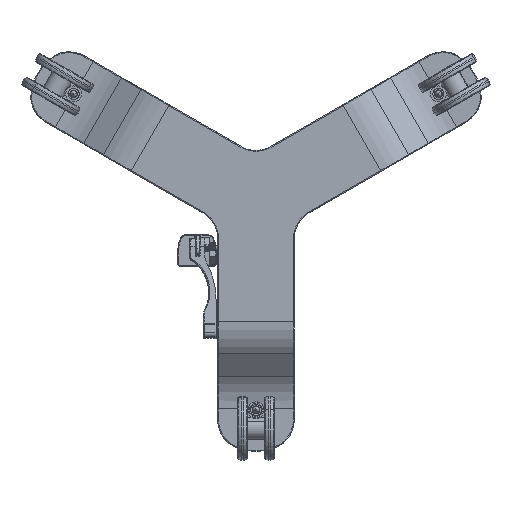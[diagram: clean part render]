
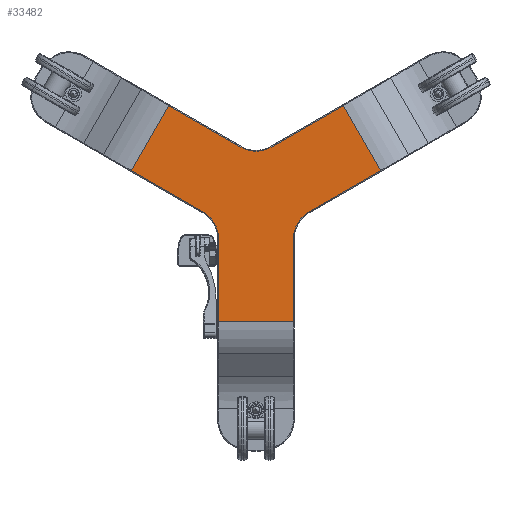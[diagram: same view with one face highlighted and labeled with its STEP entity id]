
A CAD part, front view. The second image highlights one B-rep face of the part: STEP entity #33482.
In plain terms, the highlighted planar face has unit normal (0, -1, 0).
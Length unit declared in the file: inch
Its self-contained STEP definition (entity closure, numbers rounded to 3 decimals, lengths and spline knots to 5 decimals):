
#11 = VECTOR ( 'NONE', #60085, 39.37008 ) ;
#2628 = VERTEX_POINT ( 'NONE', #20365 ) ;
#4530 = EDGE_CURVE ( 'Defeatured_69473+Defeatured_6947+Defeatured_69341+Defeatured_6949', #46099, #35029, #61104, .T. ) ;
#7053 = CARTESIAN_POINT ( 'NONE',  ( -6.29314, -3.25, -7.02817 ) ) ;
#7055 = DIRECTION ( 'NONE',  ( 0., 1., 0. ) ) ;
#8731 = VERTEX_POINT ( 'NONE', #89577 ) ;
#9452 = ORIENTED_EDGE ( 'NONE', *, *, #31579, .T. ) ;
#9834 = ORIENTED_EDGE ( 'NONE', *, *, #61202, .T. ) ;
#11573 = LINE ( 'NONE', #61001, #11 ) ;
#11601 = LINE ( 'NONE', #40038, #79013 ) ;
#12057 = AXIS2_PLACEMENT_3D ( 'NONE', #57864, #7055, #65746 ) ;
#13129 = CIRCLE ( 'NONE', #65240, 2.36 ) ;
#15022 = LINE ( 'NONE', #50513, #66138 ) ;
#15840 = ORIENTED_EDGE ( 'NONE', *, *, #24045, .T. ) ;
#15939 = ORIENTED_EDGE ( 'NONE', *, *, #36846, .T. ) ;
#17376 = EDGE_CURVE ( 'Defeatured_69473+Defeatured_6940+Defeatured_6942+Defeatured_6938', #18137, #2628, #33554, .T. ) ;
#18137 = VERTEX_POINT ( 'NONE', #36948 ) ;
#18299 = DIRECTION ( 'NONE',  ( -1., 0., 0. ) ) ;
#18637 = CARTESIAN_POINT ( 'NONE',  ( -9.23314, -3.25, -1.93594 ) ) ;
#20365 = CARTESIAN_POINT ( 'NONE',  ( -2.94, -3.25, -3.05996 ) ) ;
#20797 = CARTESIAN_POINT ( 'NONE',  ( -9.76638, -3.25, 2.2438 ) ) ;
#22436 = PLANE ( 'NONE',  #34401 ) ;
#22481 = ORIENTED_EDGE ( 'NONE', *, *, #44012, .T. ) ;
#23193 = VECTOR ( 'NONE', #56443, 39.37008 ) ;
#23512 = EDGE_CURVE ( 'Defeatured_69473+Defeatured_6921+Defeatured_6919+Defeatured_6923', #8731, #84179, #89509, .T. ) ;
#24045 = EDGE_CURVE ( 'Defeatured_69473+Defeatured_69341+Defeatured_6923+Defeatured_6947', #86615, #46099, #11573, .T. ) ;
#25230 = ORIENTED_EDGE ( 'NONE', *, *, #68767, .T. ) ;
#25395 = ORIENTED_EDGE ( 'NONE', *, *, #17376, .T. ) ;
#27523 = CARTESIAN_POINT ( 'NONE',  ( -6.82638, -3.25, 7.33603 ) ) ;
#27626 = AXIS2_PLACEMENT_3D ( 'NONE', #30923, #88714, #18299 ) ;
#27964 = LINE ( 'NONE', #50366, #23193 ) ;
#29891 = DIRECTION ( 'NONE',  ( 0., 1., 0. ) ) ;
#30923 = CARTESIAN_POINT ( 'NONE',  ( -5.3, -3.25, -3.05996 ) ) ;
#31579 = EDGE_CURVE ( 'Defeatured_69473+Defeatured_6923+Defeatured_6921+Defeatured_69341', #84179, #86615, #49973, .T. ) ;
#32033 = EDGE_CURVE ( 'Defeatured_69473+Defeatured_6938+Defeatured_6940+Defeatured_69345', #2628, #35173, #51230, .T. ) ;
#32333 = DIRECTION ( 'NONE',  ( -0.866, 0., 0.5 ) ) ;
#32462 = LINE ( 'NONE', #60908, #64684 ) ;
#32995 = VECTOR ( 'NONE', #72627, 39.37008 ) ;
#33454 = VERTEX_POINT ( 'NONE', #43472 ) ;
#33482 = ADVANCED_FACE ( 'Defeatured_69473', ( #86307 ), #22436, .F. ) ;
#33554 = CIRCLE ( 'NONE', #27626, 2.36 ) ;
#34401 = AXIS2_PLACEMENT_3D ( 'NONE', #73248, #29891, #50939 ) ;
#35029 = VERTEX_POINT ( 'NONE', #78745 ) ;
#35173 = VERTEX_POINT ( 'NONE', #82420 ) ;
#35861 = VECTOR ( 'NONE', #77906, 39.37008 ) ;
#36824 = DIRECTION ( 'NONE',  ( 0.866, 0., -0.5 ) ) ;
#36846 = EDGE_CURVE ( 'Defeatured_69473+Defeatured_6942+Defeatured_69477+Defeatured_6940', #50990, #18137, #32462, .T. ) ;
#36948 = CARTESIAN_POINT ( 'NONE',  ( -4.12, -3.25, -1.01614 ) ) ;
#38427 = ORIENTED_EDGE ( 'NONE', *, *, #32033, .T. ) ;
#38604 = ORIENTED_EDGE ( 'NONE', *, *, #58171, .T. ) ;
#38868 = LINE ( 'NONE', #68221, #50097 ) ;
#40038 = CARTESIAN_POINT ( 'NONE',  ( 4., -3.25, -9.57984 ) ) ;
#42379 = ORIENTED_EDGE ( 'NONE', *, *, #4530, .T. ) ;
#43472 = CARTESIAN_POINT ( 'NONE',  ( 2.94, -3.25, -9.57984 ) ) ;
#43533 = CARTESIAN_POINT ( 'NONE',  ( -1.18, -3.25, 4.07609 ) ) ;
#44012 = EDGE_CURVE ( 'Defeatured_69473+Defeatured_6949+Defeatured_6947+Defeatured_6951', #35029, #62226, #13129, .T. ) ;
#46099 = VERTEX_POINT ( 'NONE', #51769 ) ;
#49382 = DIRECTION ( 'NONE',  ( 1., 0., 0. ) ) ;
#49387 = CARTESIAN_POINT ( 'NONE',  ( 0., -3.25, 6.11991 ) ) ;
#49973 = LINE ( 'NONE', #7053, #35861 ) ;
#50097 = VECTOR ( 'NONE', #32333, 39.37008 ) ;
#50366 = CARTESIAN_POINT ( 'NONE',  ( -17.11387, -3.25, -10.48242 ) ) ;
#50513 = CARTESIAN_POINT ( 'NONE',  ( 2.94, -3.25, 2.0359 ) ) ;
#50939 = DIRECTION ( 'NONE',  ( 0.866, 0., -0.5 ) ) ;
#50990 = VERTEX_POINT ( 'NONE', #20797 ) ;
#51230 = LINE ( 'NONE', #79611, #32995 ) ;
#51769 = CARTESIAN_POINT ( 'NONE',  ( 6.82638, -3.25, 7.33603 ) ) ;
#53697 = CARTESIAN_POINT ( 'NONE',  ( 4.12, -3.25, -1.01614 ) ) ;
#56022 = EDGE_CURVE ( 'Defeatured_69477+Defeatured_69473+Defeatured_6944+Defeatured_6953', #50990, #67885, #27964, .T. ) ;
#56443 = DIRECTION ( 'NONE',  ( 0.5, 0., 0.866 ) ) ;
#57864 = CARTESIAN_POINT ( 'NONE',  ( 5.3, -3.25, -3.05996 ) ) ;
#58171 = EDGE_CURVE ( 'Defeatured_69473+Defeatured_6951+Defeatured_6949+Defeatured_69477', #62226, #67885, #38868, .T. ) ;
#60085 = DIRECTION ( 'NONE',  ( -0.5, 0., 0.866 ) ) ;
#60908 = CARTESIAN_POINT ( 'NONE',  ( -10.99628, -3.25, 2.95389 ) ) ;
#61001 = CARTESIAN_POINT ( 'NONE',  ( 6.29638, -3.25, 8.25402 ) ) ;
#61104 = LINE ( 'NONE', #18637, #75459 ) ;
#61202 = EDGE_CURVE ( 'Defeatured_69473+Defeatured_69345+Defeatured_6938+Defeatured_6919', #35173, #33454, #11601, .T. ) ;
#61718 = ORIENTED_EDGE ( 'NONE', *, *, #56022, .F. ) ;
#62226 = VERTEX_POINT ( 'NONE', #43533 ) ;
#64684 = VECTOR ( 'NONE', #36824, 39.37008 ) ;
#65240 = AXIS2_PLACEMENT_3D ( 'NONE', #49387, #85666, #79145 ) ;
#65746 = DIRECTION ( 'NONE',  ( -1., 0., 0. ) ) ;
#66138 = VECTOR ( 'NONE', #71917, 39.37008 ) ;
#67885 = VERTEX_POINT ( 'NONE', #27523 ) ;
#68221 = CARTESIAN_POINT ( 'NONE',  ( -8.05628, -3.25, 8.04611 ) ) ;
#68767 = EDGE_CURVE ( 'Defeatured_69473+Defeatured_6919+Defeatured_69345+Defeatured_6921', #33454, #8731, #15022, .T. ) ;
#71917 = DIRECTION ( 'NONE',  ( 0., 0., 1. ) ) ;
#72627 = DIRECTION ( 'NONE',  ( 0., 0., -1. ) ) ;
#73248 = CARTESIAN_POINT ( 'NONE',  ( -8.81749, -3.25, -15.27233 ) ) ;
#75459 = VECTOR ( 'NONE', #76002, 39.37008 ) ;
#76002 = DIRECTION ( 'NONE',  ( -0.866, 0., -0.5 ) ) ;
#77901 = ORIENTED_EDGE ( 'NONE', *, *, #23512, .T. ) ;
#77906 = DIRECTION ( 'NONE',  ( 0.866, 0., 0.5 ) ) ;
#78745 = CARTESIAN_POINT ( 'NONE',  ( 1.18, -3.25, 4.07609 ) ) ;
#79013 = VECTOR ( 'NONE', #49382, 39.37008 ) ;
#79145 = DIRECTION ( 'NONE',  ( -1., 0., 0. ) ) ;
#79611 = CARTESIAN_POINT ( 'NONE',  ( -2.94, -3.25, 2.0359 ) ) ;
#82420 = CARTESIAN_POINT ( 'NONE',  ( -2.94, -3.25, -9.57984 ) ) ;
#82726 = CARTESIAN_POINT ( 'NONE',  ( 9.76638, -3.25, 2.2438 ) ) ;
#84179 = VERTEX_POINT ( 'NONE', #53697 ) ;
#85666 = DIRECTION ( 'NONE',  ( 0., 1., 0. ) ) ;
#86307 = FACE_OUTER_BOUND ( 'NONE', #89862, .T. ) ;
#86615 = VERTEX_POINT ( 'NONE', #82726 ) ;
#88714 = DIRECTION ( 'NONE',  ( 0., 1., 0. ) ) ;
#89509 = CIRCLE ( 'NONE', #12057, 2.36 ) ;
#89577 = CARTESIAN_POINT ( 'NONE',  ( 2.94, -3.25, -3.05996 ) ) ;
#89862 = EDGE_LOOP ( 'NONE', ( #61718, #15939, #25395, #38427, #9834, #25230, #77901, #9452, #15840, #42379, #22481, #38604 ) ) ;
